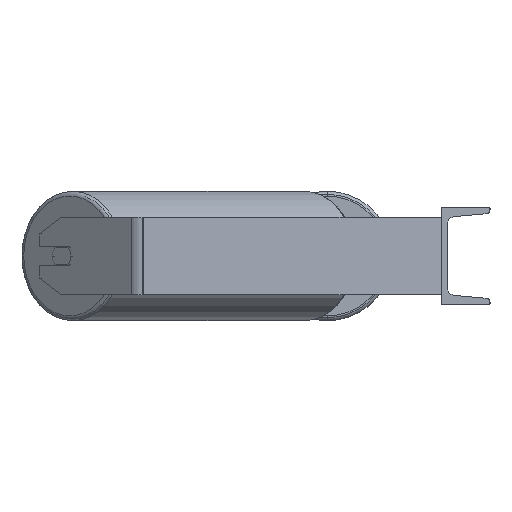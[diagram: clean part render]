
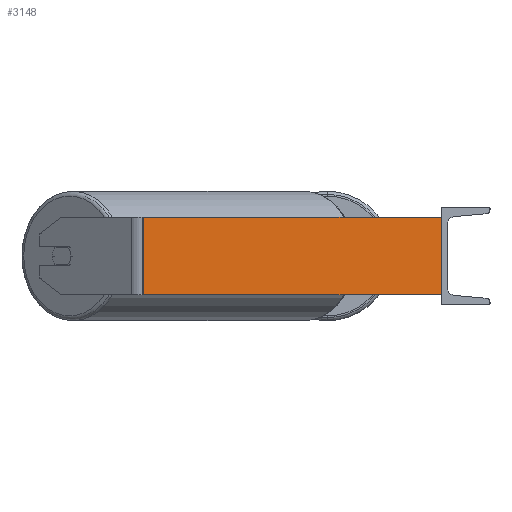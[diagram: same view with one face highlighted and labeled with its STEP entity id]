
A CAD part, left-side view. The second image highlights one B-rep face of the part: STEP entity #3148.
In plain terms, the highlighted planar face has unit normal (-0.996, -0.087, 0).
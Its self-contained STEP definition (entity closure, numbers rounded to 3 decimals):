
#42 = AXIS2_PLACEMENT_3D ( 'NONE', #8051, #3730, #3689 ) ;
#547 = DIRECTION ( 'NONE',  ( 0., 0., -1. ) ) ;
#576 = VERTEX_POINT ( 'NONE', #1436 ) ;
#994 = VECTOR ( 'NONE', #1581, 1000. ) ;
#1396 = CARTESIAN_POINT ( 'NONE',  ( -611.785, 306.152, -40. ) ) ;
#1436 = CARTESIAN_POINT ( 'NONE',  ( -585., 0., -40. ) ) ;
#1581 = DIRECTION ( 'NONE',  ( 0.087, -0.996, 0. ) ) ;
#1723 = CARTESIAN_POINT ( 'NONE',  ( -612.362, 312.755, -40. ) ) ;
#2028 = VECTOR ( 'NONE', #547, 1000. ) ;
#2206 = DIRECTION ( 'NONE',  ( 0.087, -0.996, 0. ) ) ;
#2423 = FACE_OUTER_BOUND ( 'NONE', #8286, .T. ) ;
#2469 = ORIENTED_EDGE ( 'NONE', *, *, #6682, .F. ) ;
#2551 = LINE ( 'NONE', #5421, #2028 ) ;
#3148 = ADVANCED_FACE ( 'NONE', ( #2423 ), #5856, .F. ) ;
#3689 = DIRECTION ( 'NONE',  ( -0.087, 0.996, 0. ) ) ;
#3714 = VERTEX_POINT ( 'NONE', #6019 ) ;
#3727 = LINE ( 'NONE', #6522, #8203 ) ;
#3730 = DIRECTION ( 'NONE',  ( 0.996, 0.087, 0. ) ) ;
#4039 = EDGE_CURVE ( 'NONE', #3714, #4510, #8534, .T. ) ;
#4342 = CARTESIAN_POINT ( 'NONE',  ( -612.362, 312.755, 40. ) ) ;
#4510 = VERTEX_POINT ( 'NONE', #8328 ) ;
#5295 = VERTEX_POINT ( 'NONE', #1396 ) ;
#5421 = CARTESIAN_POINT ( 'NONE',  ( -585., 0., 40. ) ) ;
#5507 = ORIENTED_EDGE ( 'NONE', *, *, #6597, .T. ) ;
#5856 = PLANE ( 'NONE',  #42 ) ;
#6019 = CARTESIAN_POINT ( 'NONE',  ( -611.785, 306.152, 40. ) ) ;
#6388 = DIRECTION ( 'NONE',  ( 0., 0., -1. ) ) ;
#6427 = ORIENTED_EDGE ( 'NONE', *, *, #8953, .T. ) ;
#6522 = CARTESIAN_POINT ( 'NONE',  ( -611.785, 306.152, 40. ) ) ;
#6597 = EDGE_CURVE ( 'NONE', #5295, #576, #8030, .T. ) ;
#6682 = EDGE_CURVE ( 'NONE', #4510, #576, #2551, .T. ) ;
#7535 = ORIENTED_EDGE ( 'NONE', *, *, #4039, .F. ) ;
#8030 = LINE ( 'NONE', #1723, #994 ) ;
#8051 = CARTESIAN_POINT ( 'NONE',  ( -612.362, 312.755, 40. ) ) ;
#8171 = VECTOR ( 'NONE', #2206, 1000. ) ;
#8203 = VECTOR ( 'NONE', #6388, 1000. ) ;
#8286 = EDGE_LOOP ( 'NONE', ( #5507, #2469, #7535, #6427 ) ) ;
#8328 = CARTESIAN_POINT ( 'NONE',  ( -585., 0., 40. ) ) ;
#8534 = LINE ( 'NONE', #4342, #8171 ) ;
#8953 = EDGE_CURVE ( 'NONE', #3714, #5295, #3727, .T. ) ;
